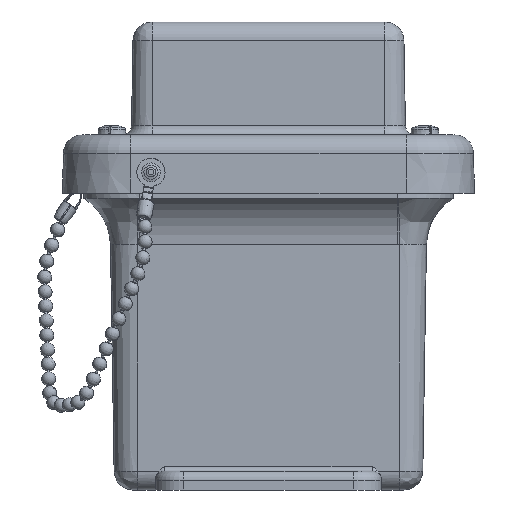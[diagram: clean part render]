
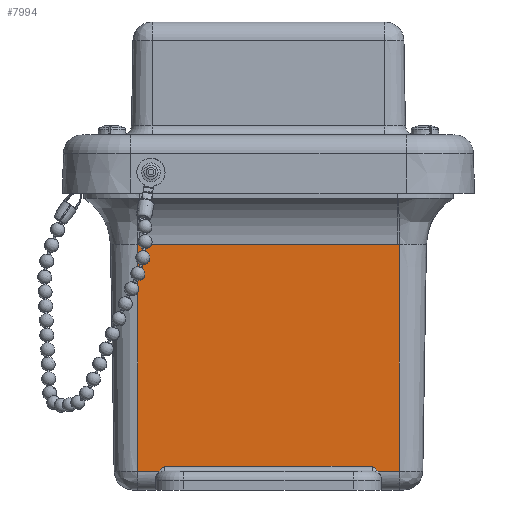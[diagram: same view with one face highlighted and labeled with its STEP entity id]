
A CAD part, front view. The second image highlights one B-rep face of the part: STEP entity #7994.
In plain terms, the highlighted face is planar.
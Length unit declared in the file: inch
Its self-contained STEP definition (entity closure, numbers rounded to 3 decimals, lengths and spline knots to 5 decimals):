
#197=B_SPLINE_CURVE_WITH_KNOTS($,3,(#13810,#13811,#13812,#13813,#13814,
#13815),.UNSPECIFIED.,.F.,.F.,(4,2,4),(0.,0.15941,0.2523),
 .UNSPECIFIED.);
#198=B_SPLINE_CURVE_WITH_KNOTS($,3,(#13841,#13842,#13843,#13844,#13845,
#13846),.UNSPECIFIED.,.F.,.F.,(4,2,4),(1.78962,1.88252,
2.04193),.UNSPECIFIED.);
#440=LINE($,#12266,#825);
#550=LINE($,#13738,#935);
#563=LINE($,#13793,#948);
#568=LINE($,#13848,#953);
#585=LINE($,#14509,#970);
#590=LINE($,#14519,#975);
#825=VECTOR($,#9669,3.43152);
#935=VECTOR($,#10215,0.28228);
#948=VECTOR($,#10260,0.28228);
#953=VECTOR($,#10305,2.75);
#970=VECTOR($,#10448,3.01368);
#975=VECTOR($,#10463,3.01368);
#1246=PLANE($,#8798);
#1986=FACE_OUTER_BOUND($,#2551,.T.);
#2551=EDGE_LOOP($,(#6279,#6280,#6281,#6282,#6283,#6284,#6285,#6286,#6287,
#6288));
#3320=CIRCLE($,#8790,1.74565);
#3321=CIRCLE($,#8791,1.74565);
#3716=VERTEX_POINT($,#12263);
#3717=VERTEX_POINT($,#12265);
#3869=VERTEX_POINT($,#13719);
#3872=VERTEX_POINT($,#13729);
#3888=VERTEX_POINT($,#13788);
#3889=VERTEX_POINT($,#13792);
#3892=VERTEX_POINT($,#13809);
#3899=VERTEX_POINT($,#13839);
#3930=VERTEX_POINT($,#14345);
#3933=VERTEX_POINT($,#14441);
#4466=EDGE_CURVE($,#3716,#3717,#440,.T.);
#4716=EDGE_CURVE($,#3872,#3869,#550,.F.);
#4740=EDGE_CURVE($,#3888,#3889,#563,.T.);
#4745=EDGE_CURVE($,#3892,#3889,#197,.T.);
#4759=EDGE_CURVE($,#3899,#3872,#198,.F.);
#4760=EDGE_CURVE($,#3892,#3899,#568,.T.);
#4823=EDGE_CURVE($,#3930,#3716,#3320,.T.);
#4824=EDGE_CURVE($,#3717,#3933,#3321,.T.);
#4827=EDGE_CURVE($,#3930,#3869,#585,.T.);
#4832=EDGE_CURVE($,#3933,#3888,#590,.T.);
#6279=ORIENTED_EDGE($,*,*,#4740,.F.);
#6280=ORIENTED_EDGE($,*,*,#4832,.F.);
#6281=ORIENTED_EDGE($,*,*,#4824,.F.);
#6282=ORIENTED_EDGE($,*,*,#4466,.F.);
#6283=ORIENTED_EDGE($,*,*,#4823,.F.);
#6284=ORIENTED_EDGE($,*,*,#4827,.T.);
#6285=ORIENTED_EDGE($,*,*,#4716,.F.);
#6286=ORIENTED_EDGE($,*,*,#4759,.F.);
#6287=ORIENTED_EDGE($,*,*,#4760,.F.);
#6288=ORIENTED_EDGE($,*,*,#4745,.T.);
#7994=ADVANCED_FACE($,(#1986),#1246,.T.);
#8790=AXIS2_PLACEMENT_3D($,#14480,#10439,#10440);
#8791=AXIS2_PLACEMENT_3D($,#14505,#10441,#10442);
#8798=AXIS2_PLACEMENT_3D($,#14518,#10461,#10462);
#9669=DIRECTION($,(0.,-1.,0.));
#10215=DIRECTION($,(0.,-1.,0.));
#10260=DIRECTION($,(0.,1.,0.));
#10305=DIRECTION($,(0.,1.,0.));
#10439=DIRECTION('center_axis',(1.,0.,
0.016));
#10440=DIRECTION('ref_axis',(-0.016,0.,
1.));
#10441=DIRECTION('center_axis',(1.,0.,
0.016));
#10442=DIRECTION('ref_axis',(-0.016,-0.013,1.));
#10448=DIRECTION($,(-0.016,0.,1.));
#10461=DIRECTION('center_axis',(1.,0.,0.016));
#10462=DIRECTION('ref_axis',(0.,1.,0.));
#10463=DIRECTION($,(-0.016,0.,1.));
#12263=CARTESIAN_POINT('',(3.10666,1.71576,1.24087));
#12265=CARTESIAN_POINT('',(3.10666,-1.71576,1.24087));
#12266=CARTESIAN_POINT($,(3.10666,1.71576,1.24087));
#13719=CARTESIAN_POINT('',(3.05824,1.7382,4.25402));
#13729=CARTESIAN_POINT('',(3.05824,1.45592,4.25402));
#13738=CARTESIAN_POINT($,(3.05824,1.7382,4.25402));
#13788=CARTESIAN_POINT('',(3.05824,-1.7382,4.25402));
#13792=CARTESIAN_POINT('',(3.05824,-1.45592,4.25402));
#13793=CARTESIAN_POINT($,(3.05824,-1.7382,4.25402));
#13809=CARTESIAN_POINT('',(3.05933,-1.375,4.18599));
#13810=CARTESIAN_POINT('Ctrl Pts',(3.05933,-1.375,4.18599));
#13811=CARTESIAN_POINT('Ctrl Pts',(3.05914,-1.39206,4.1981));
#13812=CARTESIAN_POINT('Ctrl Pts',(3.05893,-1.41087,4.21141));
#13813=CARTESIAN_POINT('Ctrl Pts',(3.05855,-1.43807,4.23504));
#13814=CARTESIAN_POINT('Ctrl Pts',(3.0584,-1.44753,4.24431));
#13815=CARTESIAN_POINT('Ctrl Pts',(3.05824,-1.45592,4.25402));
#13839=CARTESIAN_POINT('',(3.05933,1.375,4.18599));
#13841=CARTESIAN_POINT('Ctrl Pts',(3.05824,1.45592,4.25402));
#13842=CARTESIAN_POINT('Ctrl Pts',(3.0584,1.44753,4.24431));
#13843=CARTESIAN_POINT('Ctrl Pts',(3.05855,1.43807,4.23504));
#13844=CARTESIAN_POINT('Ctrl Pts',(3.05893,1.41087,4.21141));
#13845=CARTESIAN_POINT('Ctrl Pts',(3.05914,1.39206,4.1981));
#13846=CARTESIAN_POINT('Ctrl Pts',(3.05933,1.375,4.18599));
#13848=CARTESIAN_POINT($,(3.05933,-1.375,4.18599));
#14345=CARTESIAN_POINT('',(3.10666,1.7382,1.24073));
#14441=CARTESIAN_POINT('',(3.10666,-1.7382,1.24073));
#14480=CARTESIAN_POINT('Origin',(3.13471,1.71576,-0.50455));
#14505=CARTESIAN_POINT('Origin',(3.13471,-1.71576,-0.50455));
#14509=CARTESIAN_POINT($,(3.10666,1.7382,1.24073));
#14518=CARTESIAN_POINT('Origin',(3.12657,1.7382,0.00196));
#14519=CARTESIAN_POINT($,(3.10666,-1.7382,1.24073));
